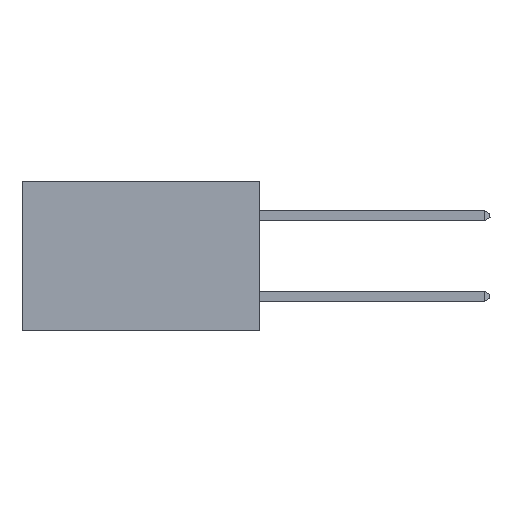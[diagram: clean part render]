
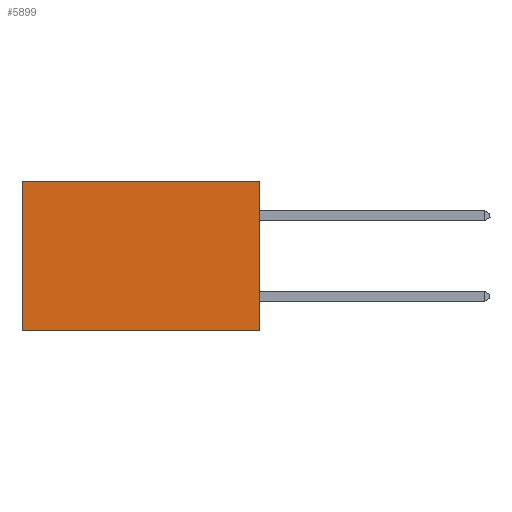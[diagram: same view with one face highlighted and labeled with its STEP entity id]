
A CAD part, left-side view. The second image highlights one B-rep face of the part: STEP entity #5899.
In plain terms, the highlighted planar face has unit normal (-1, 0, 0).
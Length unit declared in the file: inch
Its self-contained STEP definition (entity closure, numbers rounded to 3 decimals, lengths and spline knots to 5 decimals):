
#4 = DIRECTION ( 'NONE',  ( 1., 0., 0. ) ) ;
#20 = PLANE ( 'NONE',  #9753 ) ;
#145 = CARTESIAN_POINT ( 'NONE',  ( 0.277, 0., -0.37 ) ) ;
#227 = LINE ( 'NONE', #15751, #6567 ) ;
#870 = ORIENTED_EDGE ( 'NONE', *, *, #5044, .T. ) ;
#885 = ORIENTED_EDGE ( 'NONE', *, *, #13732, .F. ) ;
#982 = VERTEX_POINT ( 'NONE', #11714 ) ;
#1401 = LINE ( 'NONE', #5001, #4365 ) ;
#1749 = DIRECTION ( 'NONE',  ( 0., 0., -1. ) ) ;
#2073 = LINE ( 'NONE', #7751, #4624 ) ;
#2305 = EDGE_CURVE ( 'NONE', #6237, #2523, #227, .T. ) ;
#2508 = LINE ( 'NONE', #12884, #14789 ) ;
#2523 = VERTEX_POINT ( 'NONE', #4347 ) ;
#4066 = DIRECTION ( 'NONE',  ( 0., 1., 0. ) ) ;
#4347 = CARTESIAN_POINT ( 'NONE',  ( 0.277, 0., -0.37 ) ) ;
#4365 = VECTOR ( 'NONE', #12559, 39.37008 ) ;
#4461 = ORIENTED_EDGE ( 'NONE', *, *, #11500, .T. ) ;
#4624 = VECTOR ( 'NONE', #7733, 39.37008 ) ;
#5001 = CARTESIAN_POINT ( 'NONE',  ( 0.277, 0., 0. ) ) ;
#5044 = EDGE_CURVE ( 'NONE', #5056, #982, #2073, .T. ) ;
#5056 = VERTEX_POINT ( 'NONE', #7636 ) ;
#5899 = ADVANCED_FACE ( 'NONE', ( #11708 ), #20, .F. ) ;
#6237 = VERTEX_POINT ( 'NONE', #7398 ) ;
#6567 = VECTOR ( 'NONE', #7766, 39.37008 ) ;
#6899 = EDGE_LOOP ( 'NONE', ( #870, #885, #10721, #4461 ) ) ;
#7398 = CARTESIAN_POINT ( 'NONE',  ( 0.277, 0., 0. ) ) ;
#7636 = CARTESIAN_POINT ( 'NONE',  ( 0.277, 0.59, 0. ) ) ;
#7733 = DIRECTION ( 'NONE',  ( 0., 0., -1. ) ) ;
#7751 = CARTESIAN_POINT ( 'NONE',  ( 0.277, 0.59, -0.37 ) ) ;
#7766 = DIRECTION ( 'NONE',  ( 0., 0., -1. ) ) ;
#9753 = AXIS2_PLACEMENT_3D ( 'NONE', #145, #4, #1749 ) ;
#10721 = ORIENTED_EDGE ( 'NONE', *, *, #2305, .F. ) ;
#11500 = EDGE_CURVE ( 'NONE', #6237, #5056, #1401, .T. ) ;
#11708 = FACE_OUTER_BOUND ( 'NONE', #6899, .T. ) ;
#11714 = CARTESIAN_POINT ( 'NONE',  ( 0.277, 0.59, -0.37 ) ) ;
#12559 = DIRECTION ( 'NONE',  ( 0., 1., 0. ) ) ;
#12884 = CARTESIAN_POINT ( 'NONE',  ( 0.277, 0., -0.37 ) ) ;
#13732 = EDGE_CURVE ( 'NONE', #2523, #982, #2508, .T. ) ;
#14789 = VECTOR ( 'NONE', #4066, 39.37008 ) ;
#15751 = CARTESIAN_POINT ( 'NONE',  ( 0.277, 0., -0.37 ) ) ;
